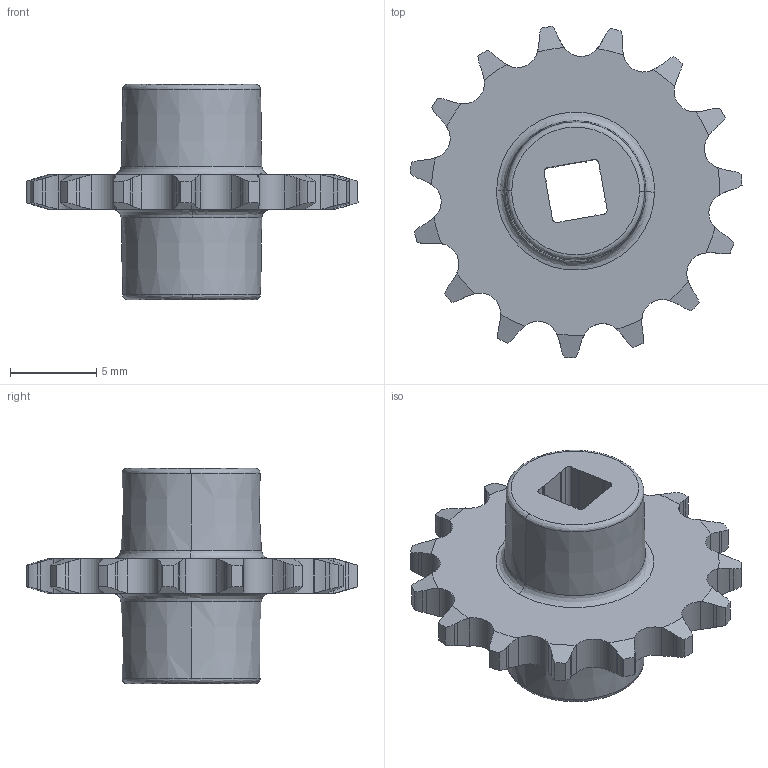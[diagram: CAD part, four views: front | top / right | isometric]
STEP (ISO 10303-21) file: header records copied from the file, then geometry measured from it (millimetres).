
FILE_DESCRIPTION (( 'STEP AP203' ), '1' );
FILE_NAME ('VEX-15-TOOTH-SPROCKET.STEP', '2007-08-25T23:13:11', ( 'Innovation First, Inc.' ), ( 'Innovation First, Inc.' ), 'SwSTEP 2.0', 'SolidWorks 2006052', '' );
FILE_SCHEMA (( 'CONFIG_CONTROL_DESIGN' ));
Length unit declared in the file: inch
Products named in the file (1): VEX-15-TOOTH-SPROCKET
Bounding box: 19.27 x 19.23 x 12.5 mm (x, y, z)
Volume: 867.6 mm3; surface area: 996.8 mm2
Topology: 1 solids, 1 shells, 218 faces, 650 edges, 436 vertices
Faces by surface type: cylinder 112, plane 62, cone 36, bspline 8
Entity records: 7983 total; most frequent: CARTESIAN_POINT 2253, ORIENTED_EDGE 1300, DIRECTION 1086, EDGE_CURVE 650, VERTEX_POINT 436, AXIS2_PLACEMENT_3D 427, VECTOR 232, LINE 232
